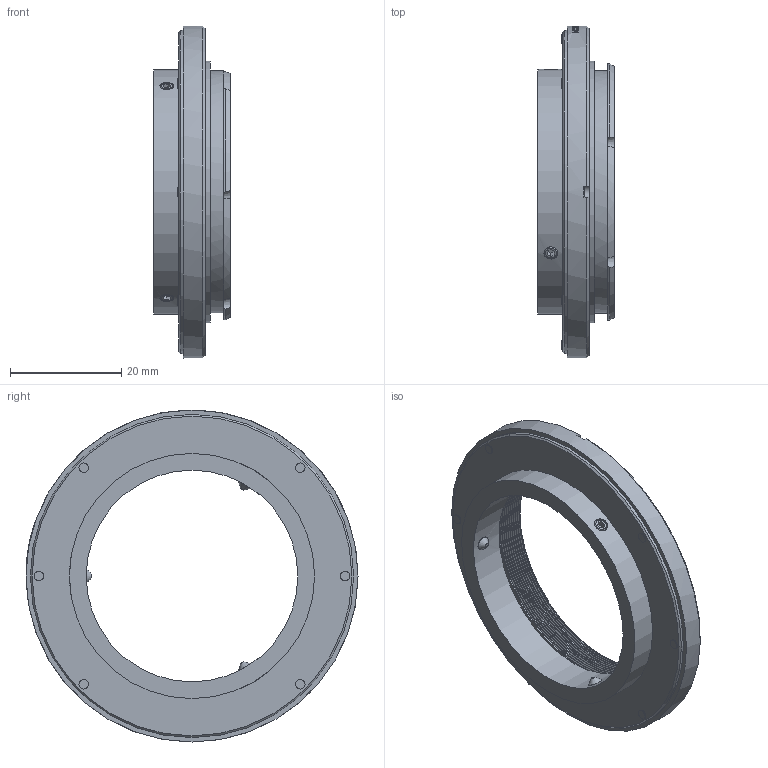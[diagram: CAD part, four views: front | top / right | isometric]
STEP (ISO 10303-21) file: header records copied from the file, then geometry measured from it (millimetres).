
FILE_DESCRIPTION(/* description */ (''),/* implementation_level */ '2;1');
FILE_NAME(/* name */ '21610_00170133_001.stp',/* time_stamp */ '2022-08-23T12:14:19+02:00',/* author */ (''),/* organization */ (''),/* preprocessor_version */ 'ST-DEVELOPER v16',/* originating_system */ 'SIEMENS PLM Software NX 10.0',/* authorisation */ '');
FILE_SCHEMA (('AP203_CONFIGURATION_CONTROLLED_3D_DESIGN_OF_MECHANICAL_PARTS_AND_ASSEMBLIES_MIM_LF { 1 0 10303 403 2 1 2}'));
Length unit declared in the file: millimetre
Products named in the file (1): Froe248C90982bd9
Bounding box: 13.8 x 59.6 x 59.6 mm (x, y, z)
Volume: 8830 mm3; surface area: 9228.4 mm2
Topology: 1 solids, 1 shells, 261 faces, 668 edges, 452 vertices
Faces by surface type: plane 142, cylinder 51, cone 51, bspline 11, torus 6
Full cylindrical faces by diameter (mm): 1.4 x1, 1.5 x1, 1.7 x6, 2.5 x6, 3.1 x6, 38 x1, 41 x9, 43.495 x1, 44 x1, 47 x1, 51 x1, 58 x1, 59.6 x1
Entity records: 7876 total; most frequent: CARTESIAN_POINT 2003, DIRECTION 1126, ORIENTED_EDGE 1110, EDGE_CURVE 555, VERTEX_POINT 426, AXIS2_PLACEMENT_3D 418, EDGE_LOOP 392, LINE 290
